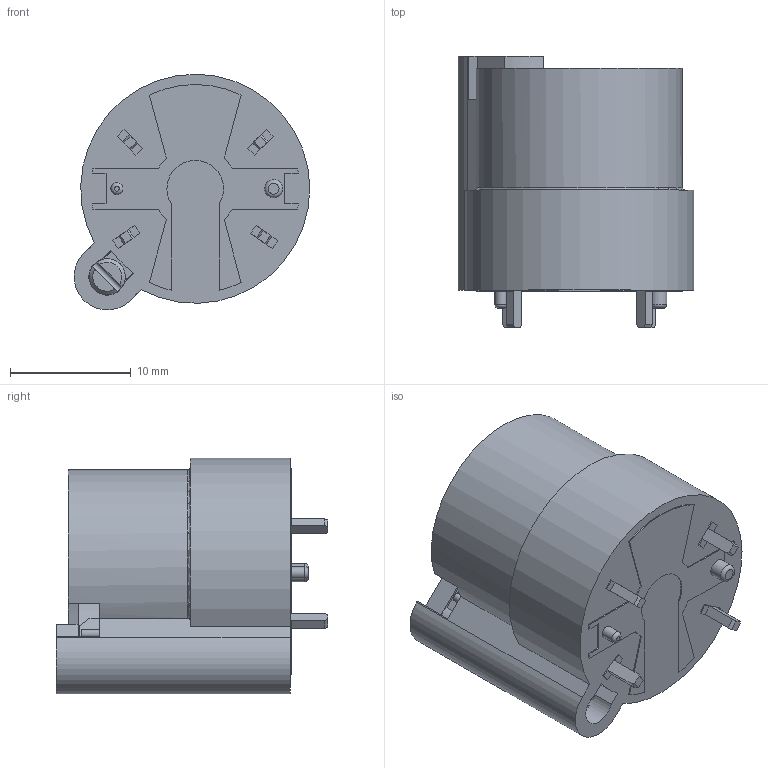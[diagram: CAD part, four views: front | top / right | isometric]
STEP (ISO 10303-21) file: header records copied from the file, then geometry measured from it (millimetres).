
FILE_DESCRIPTION(/* description */ (''),/* implementation_level */ '2;1');
FILE_NAME(/* name */ 'PTPOO.stp',/* time_stamp */ '2016-04-15T07:19:15+02:00',/* author */ ('mharscher'),/* organization */ (''),/* preprocessor_version */ 'ST-DEVELOPER v15.2',/* originating_system */ 'Autodesk Inventor 2014',/* authorisation */ '');
FILE_SCHEMA (('CONFIG_CONTROL_DESIGN'));
Length unit declared in the file: centimetre
Products named in the file (1): PTPOO_ipt
Bounding box: 19.54 x 22.5 x 19.54 mm (x, y, z)
Volume: 3471.1 mm3; surface area: 2692.9 mm2
Topology: 1 solids, 1 shells, 192 faces, 530 edges, 348 vertices
Faces by surface type: plane 129, cylinder 49, cone 7, torus 4, sphere 2, bspline 1
Full cylindrical faces by diameter (mm): 1 x1, 1.5 x1, 3 x1, 15 x1
Entity records: 6197 total; most frequent: CARTESIAN_POINT 1271, ORIENTED_EDGE 1042, DIRECTION 997, EDGE_CURVE 521, LINE 379, VECTOR 379, VERTEX_POINT 345, AXIS2_PLACEMENT_3D 309
